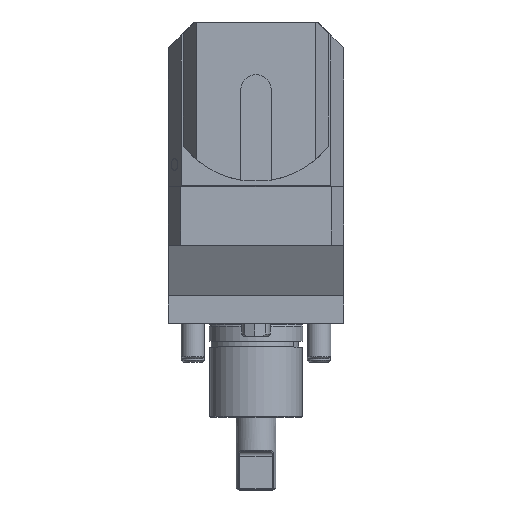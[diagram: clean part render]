
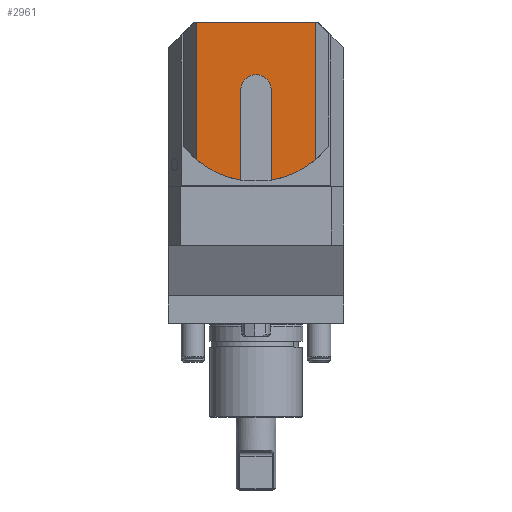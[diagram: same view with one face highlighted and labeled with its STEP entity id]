
A CAD part, top view. The second image highlights one B-rep face of the part: STEP entity #2961.
In plain terms, the highlighted planar face has unit normal (0, 0, 1).
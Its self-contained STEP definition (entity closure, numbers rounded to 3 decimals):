
#231 = VERTEX_POINT ( 'NONE', #7973 ) ;
#275 = EDGE_CURVE ( 'NONE', #23627, #20547, #27020, .T. ) ;
#355 = ORIENTED_EDGE ( 'NONE', *, *, #23274, .F. ) ;
#393 = CARTESIAN_POINT ( 'NONE',  ( -24.881, 22.142, 96.5 ) ) ;
#1201 = EDGE_CURVE ( 'NONE', #22121, #4467, #20111, .T. ) ;
#1332 = CIRCLE ( 'NONE', #27314, 39.25 ) ;
#1673 = DIRECTION ( 'NONE',  ( 0., -1., 0. ) ) ;
#2124 = EDGE_LOOP ( 'NONE', ( #28451, #2708, #28529, #23876, #11252, #28095, #355, #3627 ) ) ;
#2410 = DIRECTION ( 'NONE',  ( 0., -1., 0. ) ) ;
#2708 = ORIENTED_EDGE ( 'NONE', *, *, #4765, .T. ) ;
#2768 = CARTESIAN_POINT ( 'NONE',  ( -24.881, 52., 96.5 ) ) ;
#2961 = ADVANCED_FACE ( 'Defeature completata2_217', ( #28929 ), #12939, .T. ) ;
#3627 = ORIENTED_EDGE ( 'NONE', *, *, #6096, .T. ) ;
#4195 = DIRECTION ( 'NONE',  ( -1., 0., 0. ) ) ;
#4467 = VERTEX_POINT ( 'NONE', #24807 ) ;
#4612 = AXIS2_PLACEMENT_3D ( 'NONE', #26022, #26462, #28824 ) ;
#4765 = EDGE_CURVE ( 'NONE', #4467, #231, #22246, .T. ) ;
#5015 = VECTOR ( 'NONE', #4195, 1000. ) ;
#5354 = VERTEX_POINT ( 'NONE', #6518 ) ;
#5996 = EDGE_CURVE ( 'NONE', #6127, #10181, #27785, .T. ) ;
#6035 = DIRECTION ( 'NONE',  ( 0., -1., 0. ) ) ;
#6096 = EDGE_CURVE ( 'NONE', #5354, #22121, #1332, .T. ) ;
#6127 = VERTEX_POINT ( 'NONE', #6964 ) ;
#6198 = CARTESIAN_POINT ( 'NONE',  ( -5.904, 13.292, 96.5 ) ) ;
#6266 = EDGE_CURVE ( 'NONE', #10181, #20547, #16114, .T. ) ;
#6518 = CARTESIAN_POINT ( 'NONE',  ( 7.096, 13.292, 96.5 ) ) ;
#6964 = CARTESIAN_POINT ( 'NONE',  ( 7.096, 52., 96.5 ) ) ;
#7516 = CARTESIAN_POINT ( 'NONE',  ( -5.904, 52., 96.5 ) ) ;
#7973 = CARTESIAN_POINT ( 'NONE',  ( -24.881, 81., 96.5 ) ) ;
#8121 = CARTESIAN_POINT ( 'NONE',  ( 0.596, 52., 96.5 ) ) ;
#8661 = CARTESIAN_POINT ( 'NONE',  ( 0.596, 52., 96.5 ) ) ;
#9123 = CARTESIAN_POINT ( 'NONE',  ( 0.596, 52., 96.5 ) ) ;
#10181 = VERTEX_POINT ( 'NONE', #7516 ) ;
#11252 = ORIENTED_EDGE ( 'NONE', *, *, #6266, .F. ) ;
#11440 = CARTESIAN_POINT ( 'NONE',  ( 7.096, 52., 96.5 ) ) ;
#11976 = VECTOR ( 'NONE', #28878, 1000. ) ;
#12939 = PLANE ( 'NONE',  #27173 ) ;
#13135 = DIRECTION ( 'NONE',  ( 0., 0., 1. ) ) ;
#14231 = AXIS2_PLACEMENT_3D ( 'NONE', #8121, #13135, #6035 ) ;
#15494 = EDGE_CURVE ( 'NONE', #231, #23627, #23077, .T. ) ;
#15847 = DIRECTION ( 'NONE',  ( 0., 1., 0. ) ) ;
#16114 = LINE ( 'NONE', #28732, #16429 ) ;
#16429 = VECTOR ( 'NONE', #26085, 1000. ) ;
#20111 = LINE ( 'NONE', #26649, #11976 ) ;
#20295 = LINE ( 'NONE', #11440, #25838 ) ;
#20547 = VERTEX_POINT ( 'NONE', #6198 ) ;
#21710 = CARTESIAN_POINT ( 'NONE',  ( 26.072, 22.142, 96.5 ) ) ;
#21966 = DIRECTION ( 'NONE',  ( 0., 0., 1. ) ) ;
#22121 = VERTEX_POINT ( 'NONE', #21710 ) ;
#22246 = LINE ( 'NONE', #26991, #5015 ) ;
#22718 = DIRECTION ( 'NONE',  ( 0., 0., 1. ) ) ;
#23077 = LINE ( 'NONE', #2768, #29173 ) ;
#23274 = EDGE_CURVE ( 'NONE', #5354, #6127, #20295, .T. ) ;
#23627 = VERTEX_POINT ( 'NONE', #393 ) ;
#23876 = ORIENTED_EDGE ( 'NONE', *, *, #275, .T. ) ;
#24807 = CARTESIAN_POINT ( 'NONE',  ( 26.072, 81., 96.5 ) ) ;
#25598 = DIRECTION ( 'NONE',  ( 0., -1., 0. ) ) ;
#25838 = VECTOR ( 'NONE', #15847, 1000. ) ;
#26022 = CARTESIAN_POINT ( 'NONE',  ( 0.596, 52., 96.5 ) ) ;
#26085 = DIRECTION ( 'NONE',  ( 0., -1., 0. ) ) ;
#26462 = DIRECTION ( 'NONE',  ( 0., 0., 1. ) ) ;
#26649 = CARTESIAN_POINT ( 'NONE',  ( 26.072, 52., 96.5 ) ) ;
#26991 = CARTESIAN_POINT ( 'NONE',  ( 0.596, 81., 96.5 ) ) ;
#27020 = CIRCLE ( 'NONE', #14231, 39.25 ) ;
#27173 = AXIS2_PLACEMENT_3D ( 'NONE', #8661, #21966, #1673 ) ;
#27314 = AXIS2_PLACEMENT_3D ( 'NONE', #9123, #22718, #2410 ) ;
#27785 = CIRCLE ( 'NONE', #4612, 6.5 ) ;
#28095 = ORIENTED_EDGE ( 'NONE', *, *, #5996, .F. ) ;
#28451 = ORIENTED_EDGE ( 'NONE', *, *, #1201, .T. ) ;
#28529 = ORIENTED_EDGE ( 'NONE', *, *, #15494, .T. ) ;
#28732 = CARTESIAN_POINT ( 'NONE',  ( -5.904, 52., 96.5 ) ) ;
#28824 = DIRECTION ( 'NONE',  ( 0., -1., 0. ) ) ;
#28878 = DIRECTION ( 'NONE',  ( 0., 1., 0. ) ) ;
#28929 = FACE_OUTER_BOUND ( 'NONE', #2124, .T. ) ;
#29173 = VECTOR ( 'NONE', #25598, 1000. ) ;
